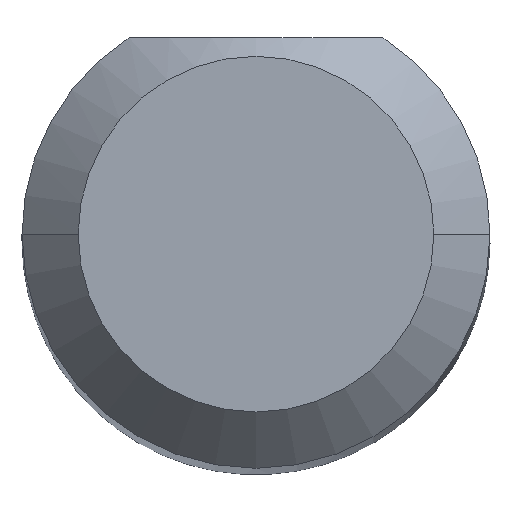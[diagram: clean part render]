
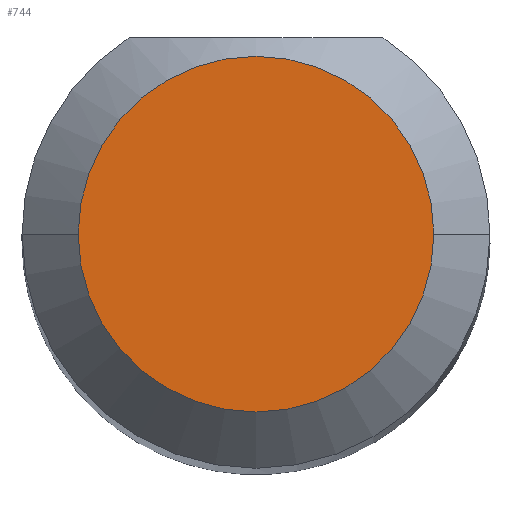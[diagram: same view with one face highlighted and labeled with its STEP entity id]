
A CAD part, top view. The second image highlights one B-rep face of the part: STEP entity #744.
In plain terms, the highlighted planar face has unit normal (0, 0, 1).
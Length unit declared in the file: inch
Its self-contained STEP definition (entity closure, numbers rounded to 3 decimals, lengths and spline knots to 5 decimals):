
#118 = CIRCLE ( 'NONE', #374, 0.0475 ) ;
#132 = DIRECTION ( 'NONE',  ( 0., 0., 1. ) ) ;
#147 = DIRECTION ( 'NONE',  ( 0., 0., 1. ) ) ;
#173 = PLANE ( 'NONE',  #362 ) ;
#180 = EDGE_CURVE ( 'NONE', #747, #680, #407, .T. ) ;
#235 = CARTESIAN_POINT ( 'NONE',  ( -0.0475, 0., 1.5 ) ) ;
#362 = AXIS2_PLACEMENT_3D ( 'NONE', #663, #403, #648 ) ;
#374 = AXIS2_PLACEMENT_3D ( 'NONE', #619, #147, #377 ) ;
#377 = DIRECTION ( 'NONE',  ( 1., 0., 0. ) ) ;
#403 = DIRECTION ( 'NONE',  ( 0., 0., 1. ) ) ;
#407 = CIRCLE ( 'NONE', #557, 0.0475 ) ;
#488 = EDGE_LOOP ( 'NONE', ( #666, #738 ) ) ;
#490 = CARTESIAN_POINT ( 'NONE',  ( 0.0475, 0., 1.5 ) ) ;
#499 = EDGE_CURVE ( 'NONE', #680, #747, #118, .T. ) ;
#557 = AXIS2_PLACEMENT_3D ( 'NONE', #687, #132, #736 ) ;
#592 = FACE_OUTER_BOUND ( 'NONE', #488, .T. ) ;
#619 = CARTESIAN_POINT ( 'NONE',  ( 0., 0., 1.5 ) ) ;
#648 = DIRECTION ( 'NONE',  ( 1., 0., 0. ) ) ;
#663 = CARTESIAN_POINT ( 'NONE',  ( 0., 0., 1.5 ) ) ;
#666 = ORIENTED_EDGE ( 'NONE', *, *, #180, .T. ) ;
#680 = VERTEX_POINT ( 'NONE', #490 ) ;
#687 = CARTESIAN_POINT ( 'NONE',  ( 0., 0., 1.5 ) ) ;
#736 = DIRECTION ( 'NONE',  ( 1., 0., 0. ) ) ;
#738 = ORIENTED_EDGE ( 'NONE', *, *, #499, .T. ) ;
#744 = ADVANCED_FACE ( 'NONE', ( #592 ), #173, .T. ) ;
#747 = VERTEX_POINT ( 'NONE', #235 ) ;
